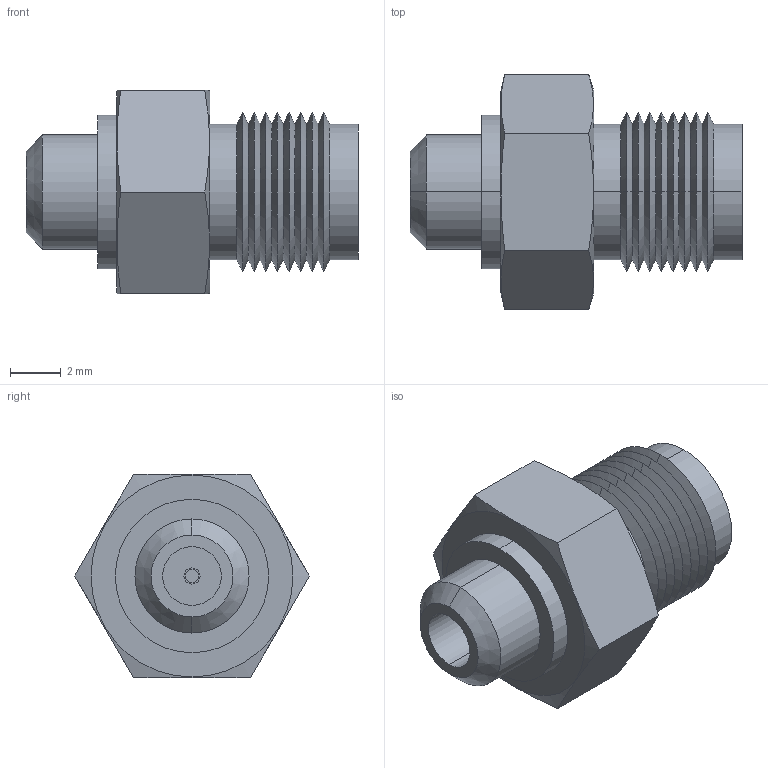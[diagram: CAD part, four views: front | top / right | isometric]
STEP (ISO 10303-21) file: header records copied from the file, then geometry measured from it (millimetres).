
FILE_DESCRIPTION (( 'STEP AP203' ), '1' );
FILE_NAME ('BA3000.STEP', '2010-12-22T16:58:01', ( 'x' ), ( 'Microsoft' ), 'SwSTEP 2.0', 'SolidWorks 2010', '' );
FILE_SCHEMA (( 'CONFIG_CONTROL_DESIGN' ));
Length unit declared in the file: inch
Products named in the file (1): BA3000
Bounding box: 13.08 x 9.24 x 8 mm (x, y, z)
Volume: 366 mm3; surface area: 534.5 mm2
Topology: 1 solids, 1 shells, 78 faces, 162 edges, 96 vertices
Faces by surface type: cone 38, cylinder 22, plane 18
Entity records: 2165 total; most frequent: CARTESIAN_POINT 397, DIRECTION 384, ORIENTED_EDGE 324, EDGE_CURVE 162, AXIS2_PLACEMENT_3D 159, VERTEX_POINT 96, EDGE_LOOP 88, CIRCLE 80
